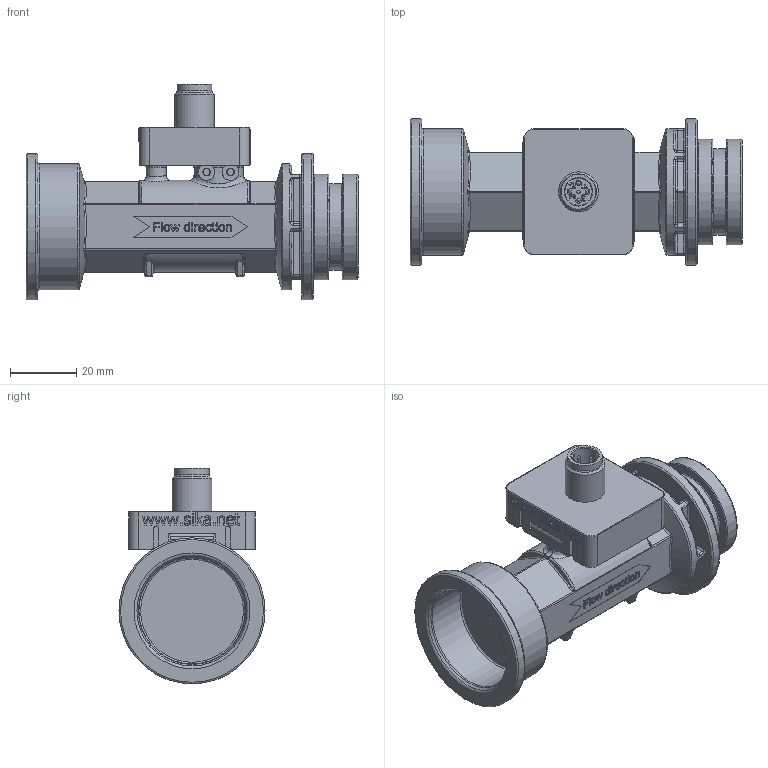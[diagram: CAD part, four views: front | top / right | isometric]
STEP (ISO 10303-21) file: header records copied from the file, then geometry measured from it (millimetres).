
FILE_DESCRIPTION(/* description */ (''),/* implementation_level */ '2;1');
FILE_NAME(/* name */ 'VVXC9SNB0000242P.stp',/* time_stamp */ '2024-04-11T08:37:26+02:00',/* author */ ('sadlowski'),/* organization */ (''),/* preprocessor_version */ 'ST-DEVELOPER v18',/* originating_system */ 'Autodesk Inventor 2020',/* authorisation */ '');
FILE_SCHEMA (('AUTOMOTIVE_DESIGN { 1 0 10303 214 3 1 1 }'));
Products named in the file (1): _
Bounding box: 100 x 44 x 65 mm (x, y, z)
Volume: 74034.9 mm3; surface area: 25951.4 mm2
Topology: 1 solids, 1 shells, 1445 faces, 3790 edges, 2455 vertices
Faces by surface type: plane 748, bspline 376, cylinder 196, torus 75, sphere 34, cone 16
Full cylindrical faces by diameter (mm): 0.5 x1, 0.714 x1, 1 x5, 2 x4, 6 x1, 10.5 x1, 12 x1, 15 x1, 19 x1, 26 x1, 31.8 x2, 32 x1, 38 x2, 44 x2
Entity records: 50484 total; most frequent: CARTESIAN_POINT 17058, ORIENTED_EDGE 7568, DIRECTION 5796, EDGE_CURVE 3784, VERTEX_POINT 2455, LINE 2268, VECTOR 2268, AXIS2_PLACEMENT_3D 1764
